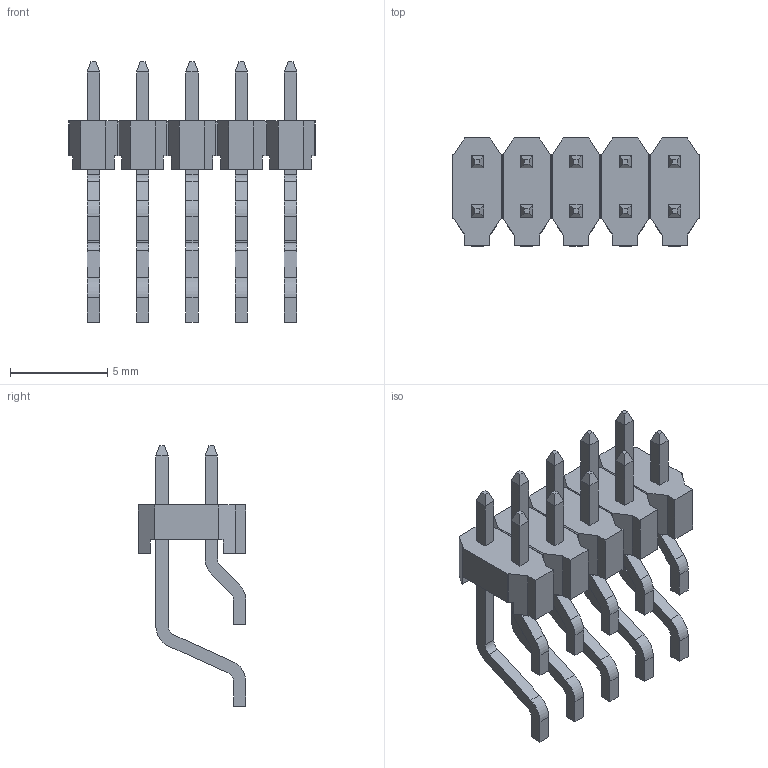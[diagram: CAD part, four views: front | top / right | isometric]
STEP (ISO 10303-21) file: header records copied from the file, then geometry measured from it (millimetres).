
FILE_DESCRIPTION(/* description */ (''),/* implementation_level */ '2;1');
FILE_NAME(/* name */ '9231-1-13-10-xx-00-xx.stp',/* time_stamp */ '2025-07-23T13:45:09+02:00',/* author */ ('andreas.larin'),/* organization */ (''),/* preprocessor_version */ 'ST-DEVELOPER v20',/* originating_system */ 'Autodesk Inventor 2025',/* authorisation */ '');
FILE_SCHEMA (('AUTOMOTIVE_DESIGN { 1 0 10303 214 3 1 1 }'));
Length unit declared in the file: millimetre
Products named in the file (1): 9231-1-13-10-xx-00-xx
Bounding box: 12.7 x 5.55 x 13.42 mm (x, y, z)
Volume: 163.3 mm3; surface area: 527.6 mm2
Topology: 1 solids, 1 shells, 353 faces, 897 edges, 566 vertices
Faces by surface type: plane 273, cylinder 80
Entity records: 10446 total; most frequent: CARTESIAN_POINT 1817, ORIENTED_EDGE 1794, DIRECTION 1725, EDGE_CURVE 897, LINE 777, VECTOR 777, VERTEX_POINT 566, AXIS2_PLACEMENT_3D 474
